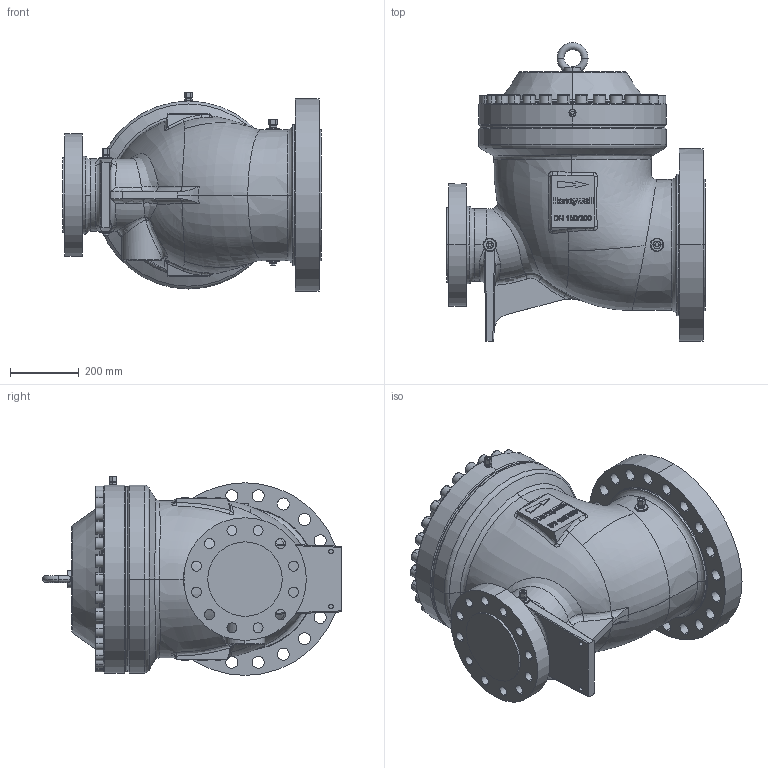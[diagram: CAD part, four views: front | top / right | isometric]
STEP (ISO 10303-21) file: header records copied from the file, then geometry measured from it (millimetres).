
FILE_DESCRIPTION (( 'STEP AP214' ), '1' );
FILE_NAME ('HON502_DN150-300_class600_right_execution.STEP', '2020-01-30T12:36:46', ( '' ), ( '' ), 'SwSTEP 2.0', 'SolidWorks 2017', '' );
FILE_SCHEMA (( 'AUTOMOTIVE_DESIGN' ));
Length unit declared in the file: millimetre
Products named in the file (1): HON502_DN150-300_class600_right_execution
Bounding box: 750 x 866.5 x 577 mm (x, y, z)
Volume: 141955754 mm3; surface area: 2430357.3 mm2
Topology: 1 solids, 1 shells, 1763 faces, 4443 edges, 2734 vertices
Faces by surface type: plane 818, bspline 360, cylinder 345, cone 153, torus 87
Entity records: 290653 total; most frequent: CARTESIAN_POINT 238628, ORIENTED_EDGE 8788, DIRECTION 7359, EDGE_CURVE 4394, VERTEX_POINT 2734, AXIS2_PLACEMENT_3D 2653, LINE 2053, VECTOR 2053
